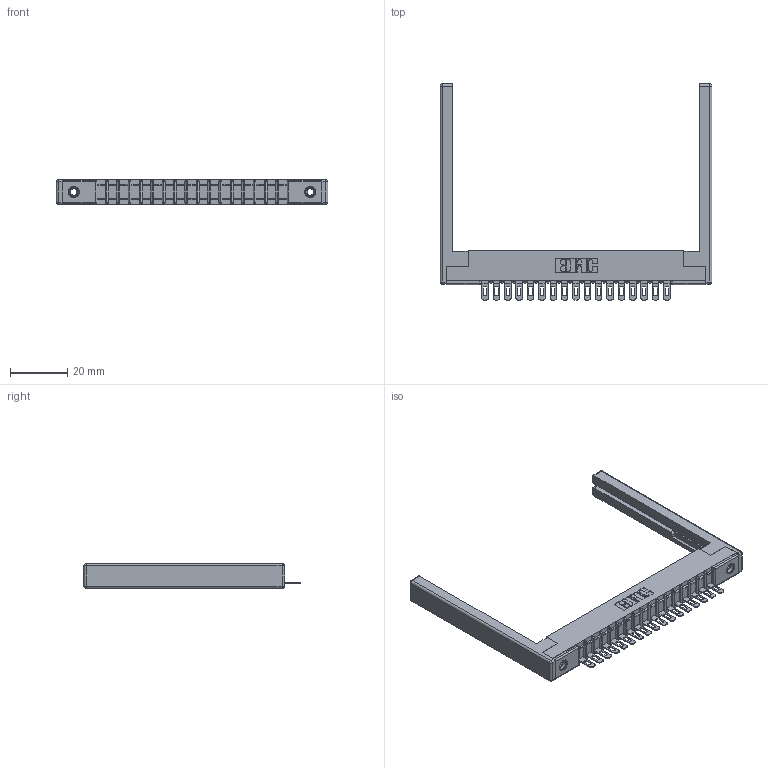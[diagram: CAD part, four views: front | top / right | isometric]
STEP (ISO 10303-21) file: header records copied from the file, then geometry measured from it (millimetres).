
FILE_DESCRIPTION (( 'STEP AP203' ), '1' );
FILE_NAME ('357-017-501-168.STEP', '2019-09-16T20:59:02', ( '' ), ( '' ), 'SwSTEP 2.0', 'SolidWorks 2016', '' );
FILE_SCHEMA (( 'CONFIG_CONTROL_DESIGN' ));
Length unit declared in the file: inch
Products named in the file (5): 307 Part_.156 Dia Mounting Holes; 345-250-001_345-250-001-102; 307-220-068; 357-017-501-168; 307-290-002_501
Assembly tree (22 placements, depth 2):
  357-017-501-168
    307 Part_.156 Dia Mounting Holes
    307-290-002_501  x17
    307-220-068  x2
    345-250-001_345-250-001-102  x2
Bounding box: 94.79 x 75.39 x 8.71 mm (x, y, z)
Volume: 10829 mm3; surface area: 15261.4 mm2
Topology: 22 solids, 22 shells, 1582 faces, 4759 edges, 3102 vertices
Faces by surface type: plane 906, cylinder 616, sphere 44, cone 12, torus 4
Entity records: 21209 total; most frequent: CARTESIAN_POINT 3537, ORIENTED_EDGE 3516, DIRECTION 3470, EDGE_CURVE 1758, VECTOR 1328, LINE 1328, VERTEX_POINT 1138, AXIS2_PLACEMENT_3D 1071
